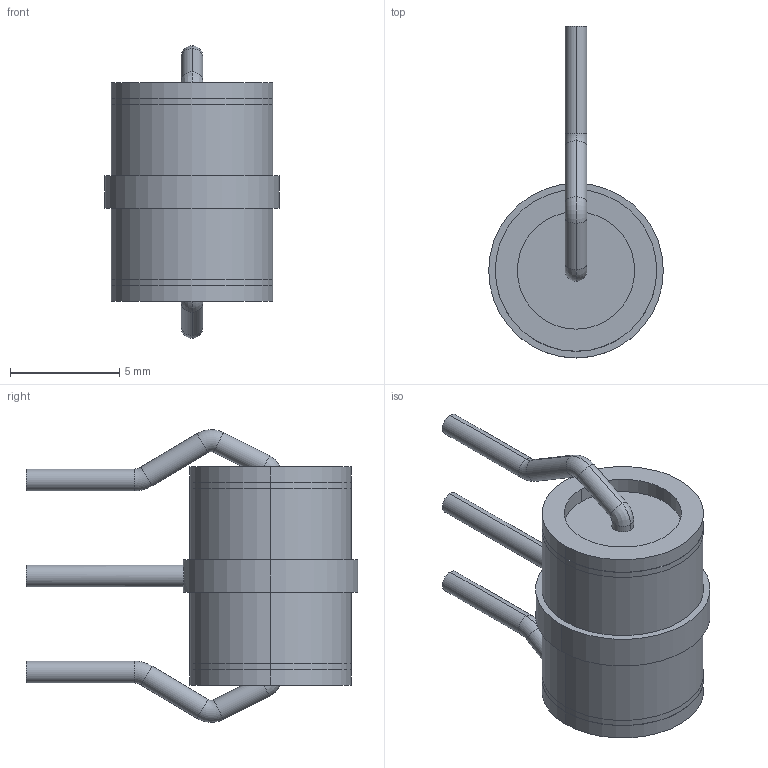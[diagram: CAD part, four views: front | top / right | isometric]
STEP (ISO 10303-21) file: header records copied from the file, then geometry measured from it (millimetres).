
FILE_DESCRIPTION((''),'2;1');
FILE_NAME('2046-XX-C2','2013-03-19T',('maxm'),('Bourns, Inc.'),'PRO/ENGINEER BY PARAMETRIC TECHNOLOGY CORPORATION, 2012230','PRO/ENGINEER BY PARAMETRIC TECHNOLOGY CORPORATION, 2012230','');
FILE_SCHEMA(('CONFIG_CONTROL_DESIGN'));
Length unit declared in the file: millimetre
Products named in the file (1): 2046-XX-C2
Bounding box: 8 x 15.2 x 13.4 mm (x, y, z)
Volume: 434.2 mm3; surface area: 537.5 mm2
Topology: 1 solids, 1 shells, 65 faces, 130 edges, 74 vertices
Faces by surface type: cylinder 40, plane 13, torus 8, bspline 4
Entity records: 1830 total; most frequent: CARTESIAN_POINT 413, DIRECTION 330, ORIENTED_EDGE 252, AXIS2_PLACEMENT_3D 145, EDGE_CURVE 126, CIRCLE 84, EDGE_LOOP 76, VERTEX_POINT 74
